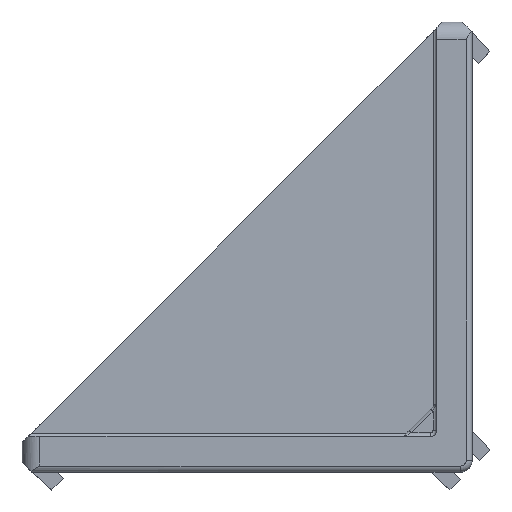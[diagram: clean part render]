
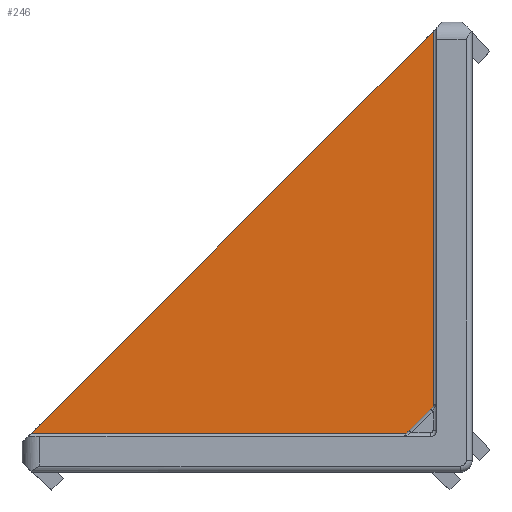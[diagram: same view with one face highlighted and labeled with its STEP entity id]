
A CAD part, top view. The second image highlights one B-rep face of the part: STEP entity #246.
In plain terms, the highlighted planar face has unit normal (-0.012, 0.012, 1).
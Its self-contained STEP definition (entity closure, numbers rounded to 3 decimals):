
#246=ADVANCED_FACE('NONE',(#635),#636,.T.);
#635=FACE_OUTER_BOUND('',#1266,.T.);
#636=PLANE('',#1267);
#1266=EDGE_LOOP('',(#2764,#2765,#2766,#2767));
#1267=AXIS2_PLACEMENT_3D('',#2768,#2769,#2770);
#2764=ORIENTED_EDGE('',*,*,#4145,.T.);
#2765=ORIENTED_EDGE('',*,*,#4146,.T.);
#2766=ORIENTED_EDGE('',*,*,#4127,.F.);
#2767=ORIENTED_EDGE('',*,*,#4147,.T.);
#2768=CARTESIAN_POINT('',(-38.,2.5,-6.0));
#2769=DIRECTION('',(-0.012,0.012,1.));
#2770=DIRECTION('',(0.707,0.707,0.0));
#4127=EDGE_CURVE('NONE',#4934,#4936,#4937,.T.);
#4145=EDGE_CURVE('NONE',#4962,#4963,#4964,.T.);
#4146=EDGE_CURVE('NONE',#4963,#4936,#4965,.T.);
#4147=EDGE_CURVE('NONE',#4934,#4962,#4966,.T.);
#4934=VERTEX_POINT('NONE',#6512);
#4936=VERTEX_POINT('NONE',#6524);
#4937=LINE('',#6525,#6526);
#4962=VERTEX_POINT('NONE',#6598);
#4963=VERTEX_POINT('NONE',#6599);
#4964=(B_SPLINE_CURVE(3,(#6601,#6602,#6603,#6604),.UNSPECIFIED.,.F.,.F.)B_SPLINE_CURVE_WITH_KNOTS((4,4),(2.356,3.927),.UNSPECIFIED.)RATIONAL_B_SPLINE_CURVE((1.0,0.805,0.805,1.0))BOUNDED_CURVE()REPRESENTATION_ITEM('')GEOMETRIC_REPRESENTATION_ITEM()CURVE());
#4965=LINE('',#6611,#6612);
#4966=LINE('',#6613,#6614);
#6512=CARTESIAN_POINT('',(-37.204,3.296,-6.0));
#6524=CARTESIAN_POINT('',(-3.296,37.204,-6.0));
#6525=CARTESIAN_POINT('',(-38.,2.5,-6.0));
#6526=VECTOR('',#7776,1000.0);
#6598=CARTESIAN_POINT('',(-3.496,3.296,-5.584));
#6599=CARTESIAN_POINT('',(-3.296,3.496,-5.584));
#6601=CARTESIAN_POINT('',(-3.496,3.296,-5.584));
#6602=CARTESIAN_POINT('',(-3.379,3.296,-5.583));
#6603=CARTESIAN_POINT('',(-3.296,3.379,-5.583));
#6604=CARTESIAN_POINT('',(-3.296,3.496,-5.584));
#6611=CARTESIAN_POINT('',(-3.296,37.5,-6.004));
#6612=VECTOR('',#7790,1000.0);
#6613=CARTESIAN_POINT('',(-3.5,3.296,-5.584));
#6614=VECTOR('',#7791,1000.0);
#7776=DIRECTION('',(0.707,0.707,0.0));
#7790=DIRECTION('',(0.,1.,-0.012));
#7791=DIRECTION('',(1.,0.,0.012));
